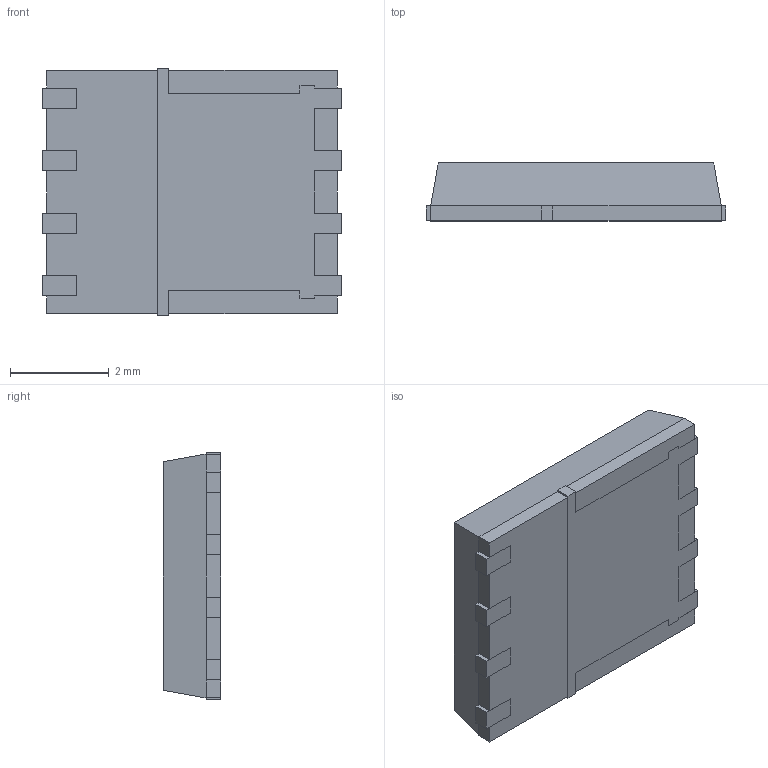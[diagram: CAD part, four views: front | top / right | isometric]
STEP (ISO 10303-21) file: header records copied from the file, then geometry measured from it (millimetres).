
FILE_DESCRIPTION (( 'STEP AP214' ), '1' );
FILE_NAME ('IRFH7914TRPBF.STEP', '2020-10-20T11:24:56', ( '' ), ( '' ), 'SwSTEP 2.0', 'SolidWorks 2017', '' );
FILE_SCHEMA (( 'AUTOMOTIVE_DESIGN' ));
Length unit declared in the file: millimetre
Products named in the file (1): IRFH7914TRPBF
Bounding box: 6.08 x 1.17 x 5.03 mm (x, y, z)
Volume: 32.8 mm3; surface area: 126.8 mm2
Topology: 7 solids, 7 shells, 125 faces, 306 edges, 196 vertices
Faces by surface type: plane 121, cylinder 4
Entity records: 3664 total; most frequent: CARTESIAN_POINT 628, ORIENTED_EDGE 612, DIRECTION 566, EDGE_CURVE 306, LINE 298, VECTOR 298, VERTEX_POINT 196, AXIS2_PLACEMENT_3D 134
